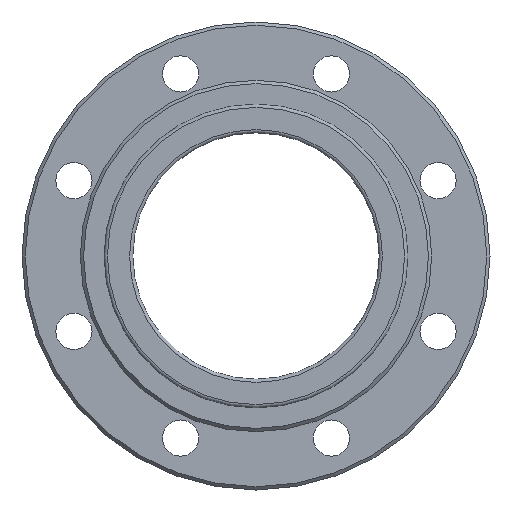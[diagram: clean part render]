
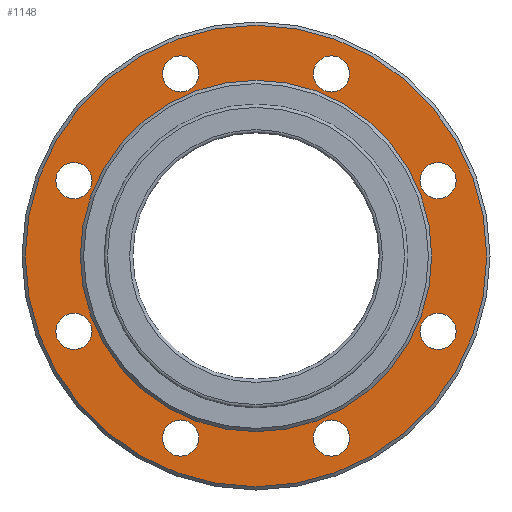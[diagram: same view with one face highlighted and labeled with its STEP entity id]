
A CAD part, left-side view. The second image highlights one B-rep face of the part: STEP entity #1148.
In plain terms, the highlighted planar face has unit normal (-1, 0, 0).
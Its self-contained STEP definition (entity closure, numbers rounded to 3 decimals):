
#57=FACE_BOUND('',#333,.T.);
#58=FACE_BOUND('',#334,.T.);
#59=FACE_BOUND('',#335,.T.);
#60=FACE_BOUND('',#336,.T.);
#61=FACE_BOUND('',#337,.T.);
#62=FACE_BOUND('',#338,.T.);
#63=FACE_BOUND('',#339,.T.);
#64=FACE_BOUND('',#340,.T.);
#65=FACE_BOUND('',#341,.T.);
#81=PLANE('',#1341);
#227=FACE_OUTER_BOUND('',#332,.T.);
#332=EDGE_LOOP('',(#930));
#333=EDGE_LOOP('',(#931));
#334=EDGE_LOOP('',(#932));
#335=EDGE_LOOP('',(#933));
#336=EDGE_LOOP('',(#934));
#337=EDGE_LOOP('',(#935));
#338=EDGE_LOOP('',(#936));
#339=EDGE_LOOP('',(#937));
#340=EDGE_LOOP('',(#938));
#341=EDGE_LOOP('',(#939));
#465=CIRCLE('',#1340,140.5);
#466=CIRCLE('',#1342,107.);
#467=CIRCLE('',#1343,11.);
#468=CIRCLE('',#1344,11.);
#469=CIRCLE('',#1345,11.);
#470=CIRCLE('',#1346,11.);
#471=CIRCLE('',#1347,11.);
#472=CIRCLE('',#1348,11.);
#473=CIRCLE('',#1349,11.);
#474=CIRCLE('',#1350,11.);
#561=VERTEX_POINT('',#2021);
#562=VERTEX_POINT('',#2025);
#563=VERTEX_POINT('',#2027);
#564=VERTEX_POINT('',#2029);
#565=VERTEX_POINT('',#2031);
#566=VERTEX_POINT('',#2033);
#567=VERTEX_POINT('',#2035);
#568=VERTEX_POINT('',#2037);
#569=VERTEX_POINT('',#2039);
#570=VERTEX_POINT('',#2041);
#691=EDGE_CURVE('',#561,#561,#465,.T.);
#692=EDGE_CURVE('',#562,#562,#466,.T.);
#693=EDGE_CURVE('',#563,#563,#467,.T.);
#694=EDGE_CURVE('',#564,#564,#468,.T.);
#695=EDGE_CURVE('',#565,#565,#469,.T.);
#696=EDGE_CURVE('',#566,#566,#470,.T.);
#697=EDGE_CURVE('',#567,#567,#471,.T.);
#698=EDGE_CURVE('',#568,#568,#472,.T.);
#699=EDGE_CURVE('',#569,#569,#473,.T.);
#700=EDGE_CURVE('',#570,#570,#474,.T.);
#930=ORIENTED_EDGE('',*,*,#691,.F.);
#931=ORIENTED_EDGE('',*,*,#692,.F.);
#932=ORIENTED_EDGE('',*,*,#693,.F.);
#933=ORIENTED_EDGE('',*,*,#694,.F.);
#934=ORIENTED_EDGE('',*,*,#695,.F.);
#935=ORIENTED_EDGE('',*,*,#696,.F.);
#936=ORIENTED_EDGE('',*,*,#697,.F.);
#937=ORIENTED_EDGE('',*,*,#698,.F.);
#938=ORIENTED_EDGE('',*,*,#699,.F.);
#939=ORIENTED_EDGE('',*,*,#700,.F.);
#1148=ADVANCED_FACE('',(#227,#57,#58,#59,#60,#61,#62,#63,#64,#65),#81,.F.);
#1340=AXIS2_PLACEMENT_3D('',#2023,#1688,#1689);
#1341=AXIS2_PLACEMENT_3D('',#2024,#1690,#1691);
#1342=AXIS2_PLACEMENT_3D('',#2026,#1692,#1693);
#1343=AXIS2_PLACEMENT_3D('',#2028,#1694,#1695);
#1344=AXIS2_PLACEMENT_3D('',#2030,#1696,#1697);
#1345=AXIS2_PLACEMENT_3D('',#2032,#1698,#1699);
#1346=AXIS2_PLACEMENT_3D('',#2034,#1700,#1701);
#1347=AXIS2_PLACEMENT_3D('',#2036,#1702,#1703);
#1348=AXIS2_PLACEMENT_3D('',#2038,#1704,#1705);
#1349=AXIS2_PLACEMENT_3D('',#2040,#1706,#1707);
#1350=AXIS2_PLACEMENT_3D('',#2042,#1708,#1709);
#1688=DIRECTION('center_axis',(1.,0.,0.));
#1689=DIRECTION('ref_axis',(0.,-1.,0.));
#1690=DIRECTION('center_axis',(1.,0.,0.));
#1691=DIRECTION('ref_axis',(0.,0.,-1.));
#1692=DIRECTION('center_axis',(-1.,0.,0.));
#1693=DIRECTION('ref_axis',(0.,0.,-1.));
#1694=DIRECTION('center_axis',(-1.,0.,0.));
#1695=DIRECTION('ref_axis',(0.,-1.,0.));
#1696=DIRECTION('center_axis',(-1.,0.,0.));
#1697=DIRECTION('ref_axis',(0.,-1.,0.));
#1698=DIRECTION('center_axis',(-1.,0.,0.));
#1699=DIRECTION('ref_axis',(0.,-1.,0.));
#1700=DIRECTION('center_axis',(-1.,0.,0.));
#1701=DIRECTION('ref_axis',(0.,-1.,0.));
#1702=DIRECTION('center_axis',(-1.,0.,0.));
#1703=DIRECTION('ref_axis',(0.,-1.,0.));
#1704=DIRECTION('center_axis',(-1.,0.,0.));
#1705=DIRECTION('ref_axis',(0.,-1.,0.));
#1706=DIRECTION('center_axis',(-1.,0.,0.));
#1707=DIRECTION('ref_axis',(0.,-1.,0.));
#1708=DIRECTION('center_axis',(-1.,0.,0.));
#1709=DIRECTION('ref_axis',(0.,-1.,0.));
#2021=CARTESIAN_POINT('',(0.,140.5,0.));
#2023=CARTESIAN_POINT('Origin',(0.,0.,0.));
#2024=CARTESIAN_POINT('Origin',(0.,0.,0.));
#2025=CARTESIAN_POINT('',(0.,0.,107.));
#2026=CARTESIAN_POINT('Origin',(0.,0.,0.));
#2027=CARTESIAN_POINT('',(0.,121.866,-45.922));
#2028=CARTESIAN_POINT('Origin',(0.,110.866,-45.922));
#2029=CARTESIAN_POINT('',(0.,121.866,45.922));
#2030=CARTESIAN_POINT('Origin',(0.,110.866,45.922));
#2031=CARTESIAN_POINT('',(0.,56.922,110.866));
#2032=CARTESIAN_POINT('Origin',(0.,45.922,110.866));
#2033=CARTESIAN_POINT('',(0.,-34.922,110.866));
#2034=CARTESIAN_POINT('Origin',(0.,-45.922,110.866));
#2035=CARTESIAN_POINT('',(0.,-99.866,45.922));
#2036=CARTESIAN_POINT('Origin',(0.,-110.866,45.922));
#2037=CARTESIAN_POINT('',(0.,-99.866,-45.922));
#2038=CARTESIAN_POINT('Origin',(0.,-110.866,-45.922));
#2039=CARTESIAN_POINT('',(0.,-34.922,-110.866));
#2040=CARTESIAN_POINT('Origin',(0.,-45.922,-110.866));
#2041=CARTESIAN_POINT('',(0.,56.922,-110.866));
#2042=CARTESIAN_POINT('Origin',(0.,45.922,-110.866));
